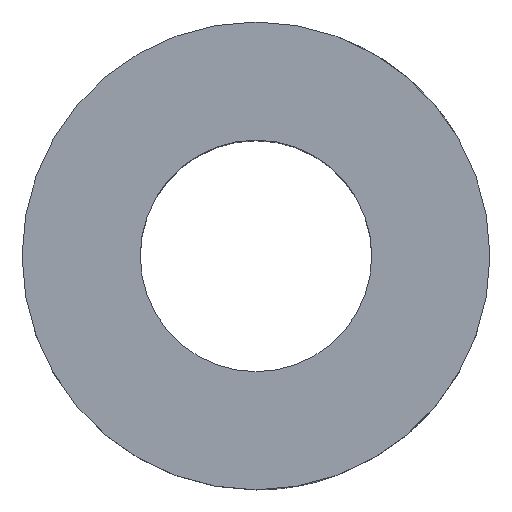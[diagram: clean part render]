
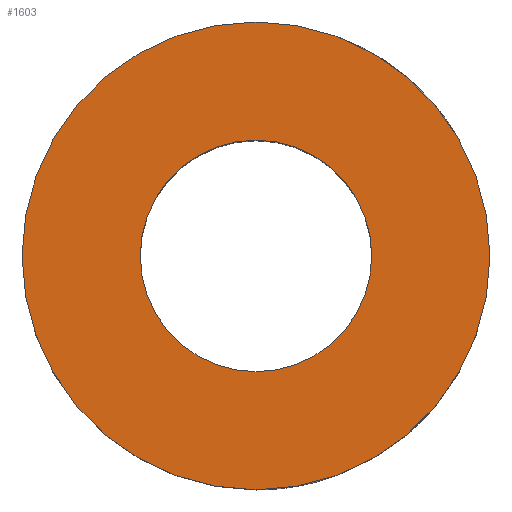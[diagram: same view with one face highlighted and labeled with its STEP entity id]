
A CAD part, top view. The second image highlights one B-rep face of the part: STEP entity #1603.
In plain terms, the highlighted planar face has unit normal (0, 0, 1).
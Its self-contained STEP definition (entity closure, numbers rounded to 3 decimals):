
#78 = ORIENTED_EDGE ( 'NONE', *, *, #1600, .F. ) ;
#102 = VERTEX_POINT ( 'NONE', #353 ) ;
#129 = ORIENTED_EDGE ( 'NONE', *, *, #1636, .F. ) ;
#148 = ORIENTED_EDGE ( 'NONE', *, *, #508, .T. ) ;
#163 = EDGE_CURVE ( 'NONE', #690, #583, #900, .T. ) ;
#174 = CIRCLE ( 'NONE', #175, 24. ) ;
#175 = AXIS2_PLACEMENT_3D ( 'NONE', #176, #177, #178 ) ;
#176 = CARTESIAN_POINT ( 'NONE',  ( 0., 0., 0. ) ) ;
#177 = DIRECTION ( 'NONE',  ( 0., 0., 1. ) ) ;
#178 = DIRECTION ( 'NONE',  ( 0., -1., 0. ) ) ;
#180 = ORIENTED_EDGE ( 'NONE', *, *, #163, .T. ) ;
#186 = FACE_BOUND ( 'NONE', #1616, .T. ) ;
#187 = FACE_OUTER_BOUND ( 'NONE', #1532, .T. ) ;
#188 = PLANE ( 'NONE',  #189 ) ;
#189 = AXIS2_PLACEMENT_3D ( 'NONE', #190, #191, #192 ) ;
#190 = CARTESIAN_POINT ( 'NONE',  ( 0., 48.5, 0. ) ) ;
#191 = DIRECTION ( 'NONE',  ( 0., 0., -1. ) ) ;
#192 = DIRECTION ( 'NONE',  ( 0., 1., 0. ) ) ;
#224 = CIRCLE ( 'NONE', #225, 48.5 ) ;
#225 = AXIS2_PLACEMENT_3D ( 'NONE', #226, #227, #228 ) ;
#226 = CARTESIAN_POINT ( 'NONE',  ( 0., 0., 0. ) ) ;
#227 = DIRECTION ( 'NONE',  ( 0., 0., 1. ) ) ;
#228 = DIRECTION ( 'NONE',  ( 0., -1., 0. ) ) ;
#254 = CARTESIAN_POINT ( 'NONE',  ( 0., -48.5, 0. ) ) ;
#324 = CARTESIAN_POINT ( 'NONE',  ( 0., 48.5, 0. ) ) ;
#353 = CARTESIAN_POINT ( 'NONE',  ( 0., -24., 0. ) ) ;
#508 = EDGE_CURVE ( 'NONE', #583, #690, #224, .T. ) ;
#583 = VERTEX_POINT ( 'NONE', #254 ) ;
#636 = CIRCLE ( 'NONE', #637, 24. ) ;
#637 = AXIS2_PLACEMENT_3D ( 'NONE', #640, #641, #642 ) ;
#640 = CARTESIAN_POINT ( 'NONE',  ( 0., 0., 0. ) ) ;
#641 = DIRECTION ( 'NONE',  ( 0., 0., 1. ) ) ;
#642 = DIRECTION ( 'NONE',  ( 0., -1., 0. ) ) ;
#674 = CARTESIAN_POINT ( 'NONE',  ( 0., 24., 0. ) ) ;
#690 = VERTEX_POINT ( 'NONE', #324 ) ;
#900 = CIRCLE ( 'NONE', #901, 48.5 ) ;
#901 = AXIS2_PLACEMENT_3D ( 'NONE', #902, #903, #904 ) ;
#902 = CARTESIAN_POINT ( 'NONE',  ( 0., 0., 0. ) ) ;
#903 = DIRECTION ( 'NONE',  ( 0., 0., 1. ) ) ;
#904 = DIRECTION ( 'NONE',  ( 0., -1., 0. ) ) ;
#1146 = VERTEX_POINT ( 'NONE', #674 ) ;
#1532 = EDGE_LOOP ( 'NONE', ( #148, #180 ) ) ;
#1600 = EDGE_CURVE ( 'NONE', #102, #1146, #174, .T. ) ;
#1603 = ADVANCED_FACE ( 'NONE', ( #186, #187 ), #188, .F. ) ;
#1616 = EDGE_LOOP ( 'NONE', ( #78, #129 ) ) ;
#1636 = EDGE_CURVE ( 'NONE', #1146, #102, #636, .T. ) ;
